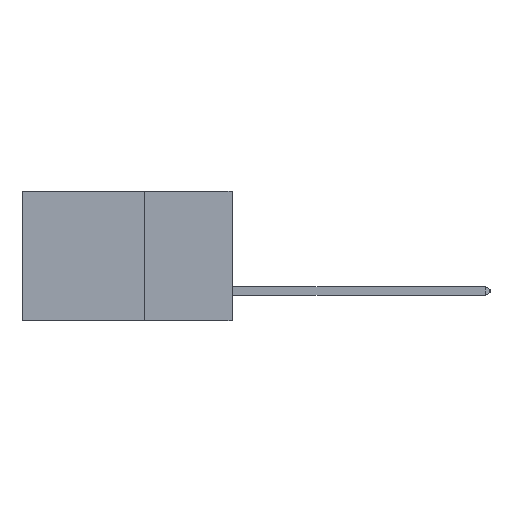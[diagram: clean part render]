
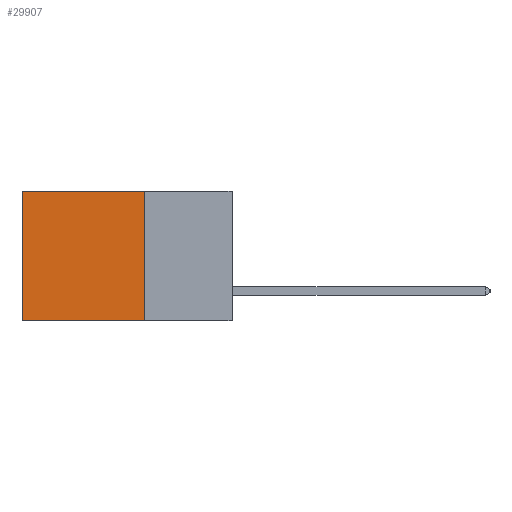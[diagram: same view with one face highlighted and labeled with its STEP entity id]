
A CAD part, left-side view. The second image highlights one B-rep face of the part: STEP entity #29907.
In plain terms, the highlighted planar face has unit normal (-1, 0, 0).
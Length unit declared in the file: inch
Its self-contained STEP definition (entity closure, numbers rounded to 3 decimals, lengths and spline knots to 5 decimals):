
#548 = VERTEX_POINT ( 'NONE', #2390 ) ;
#2224 = ORIENTED_EDGE ( 'NONE', *, *, #8258, .T. ) ;
#2390 = CARTESIAN_POINT ( 'NONE',  ( 0.2875, 0.25, -0.37 ) ) ;
#4730 = LINE ( 'NONE', #21128, #29269 ) ;
#5162 = VERTEX_POINT ( 'NONE', #5343 ) ;
#5343 = CARTESIAN_POINT ( 'NONE',  ( 0.2875, 0.6, 0. ) ) ;
#6901 = CARTESIAN_POINT ( 'NONE',  ( 0.2875, 0.6, -0.37 ) ) ;
#7407 = DIRECTION ( 'NONE',  ( 0., 0., -1. ) ) ;
#8258 = EDGE_CURVE ( 'NONE', #19444, #5162, #30396, .T. ) ;
#9114 = CARTESIAN_POINT ( 'NONE',  ( 0.2875, 0.25, 0. ) ) ;
#10016 = VECTOR ( 'NONE', #27694, 39.37008 ) ;
#10028 = EDGE_CURVE ( 'NONE', #5162, #13359, #22570, .T. ) ;
#11158 = ORIENTED_EDGE ( 'NONE', *, *, #10028, .T. ) ;
#11246 = DIRECTION ( 'NONE',  ( 1., 0., 0. ) ) ;
#13351 = EDGE_CURVE ( 'NONE', #548, #13359, #4730, .T. ) ;
#13359 = VERTEX_POINT ( 'NONE', #6901 ) ;
#14703 = VECTOR ( 'NONE', #7407, 39.37008 ) ;
#15912 = CARTESIAN_POINT ( 'NONE',  ( 0.2875, 0.25, 0. ) ) ;
#16550 = AXIS2_PLACEMENT_3D ( 'NONE', #15912, #11246, #27727 ) ;
#18741 = ORIENTED_EDGE ( 'NONE', *, *, #26932, .F. ) ;
#19444 = VERTEX_POINT ( 'NONE', #19700 ) ;
#19700 = CARTESIAN_POINT ( 'NONE',  ( 0.2875, 0.25, 0. ) ) ;
#20097 = EDGE_LOOP ( 'NONE', ( #11158, #20902, #18741, #2224 ) ) ;
#20902 = ORIENTED_EDGE ( 'NONE', *, *, #13351, .F. ) ;
#21128 = CARTESIAN_POINT ( 'NONE',  ( 0.2875, 0.25, -0.37 ) ) ;
#21612 = CARTESIAN_POINT ( 'NONE',  ( 0.2875, 0.25, 0. ) ) ;
#22570 = LINE ( 'NONE', #22952, #10016 ) ;
#22952 = CARTESIAN_POINT ( 'NONE',  ( 0.2875, 0.6, 0. ) ) ;
#23445 = DIRECTION ( 'NONE',  ( 0., 1., 0. ) ) ;
#23486 = DIRECTION ( 'NONE',  ( 0., 1., 0. ) ) ;
#24878 = VECTOR ( 'NONE', #23445, 39.37008 ) ;
#25355 = PLANE ( 'NONE',  #16550 ) ;
#26486 = LINE ( 'NONE', #21612, #14703 ) ;
#26932 = EDGE_CURVE ( 'NONE', #19444, #548, #26486, .T. ) ;
#27694 = DIRECTION ( 'NONE',  ( 0., 0., -1. ) ) ;
#27727 = DIRECTION ( 'NONE',  ( 0., 0., -1. ) ) ;
#29269 = VECTOR ( 'NONE', #23486, 39.37008 ) ;
#29907 = ADVANCED_FACE ( 'NONE', ( #30120 ), #25355, .F. ) ;
#30120 = FACE_OUTER_BOUND ( 'NONE', #20097, .T. ) ;
#30396 = LINE ( 'NONE', #9114, #24878 ) ;
